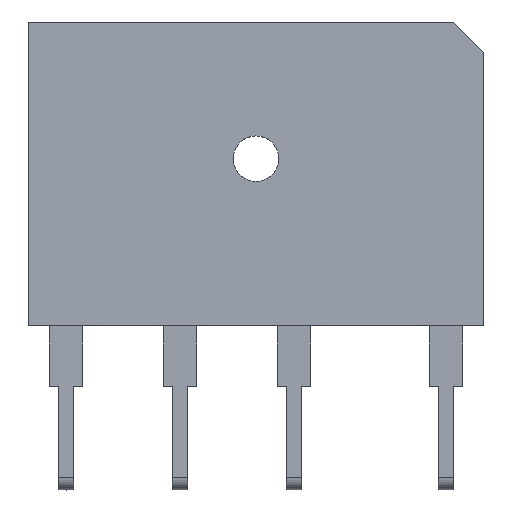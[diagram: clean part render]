
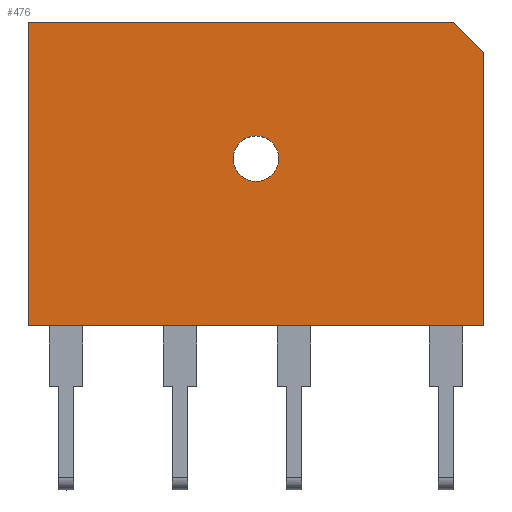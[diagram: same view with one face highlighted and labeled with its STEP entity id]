
A CAD part, top view. The second image highlights one B-rep face of the part: STEP entity #476.
In plain terms, the highlighted face is planar.
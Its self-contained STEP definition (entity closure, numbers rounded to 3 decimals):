
#40=FACE_BOUND('',#97,.T.);
#47=PLANE('',#569);
#70=FACE_OUTER_BOUND('',#96,.T.);
#96=EDGE_LOOP('',(#370,#371,#372,#373,#374));
#97=EDGE_LOOP('',(#375));
#118=LINE('',#747,#175);
#122=LINE('',#754,#179);
#127=LINE('',#766,#184);
#135=LINE('',#780,#192);
#136=LINE('',#781,#193);
#175=VECTOR('',#612,10.);
#179=VECTOR('',#618,10.);
#184=VECTOR('',#627,10.);
#192=VECTOR('',#641,10.);
#193=VECTOR('',#642,10.);
#230=CIRCLE('',#562,1.5);
#236=VERTEX_POINT('',#737);
#239=VERTEX_POINT('',#744);
#240=VERTEX_POINT('',#746);
#242=VERTEX_POINT('',#752);
#246=VERTEX_POINT('',#763);
#247=VERTEX_POINT('',#765);
#279=EDGE_CURVE('',#236,#236,#230,.T.);
#282=EDGE_CURVE('',#239,#240,#118,.T.);
#286=EDGE_CURVE('',#239,#242,#122,.T.);
#291=EDGE_CURVE('',#246,#247,#127,.T.);
#299=EDGE_CURVE('',#247,#242,#135,.T.);
#300=EDGE_CURVE('',#246,#240,#136,.T.);
#370=ORIENTED_EDGE('',*,*,#282,.F.);
#371=ORIENTED_EDGE('',*,*,#286,.T.);
#372=ORIENTED_EDGE('',*,*,#299,.F.);
#373=ORIENTED_EDGE('',*,*,#291,.F.);
#374=ORIENTED_EDGE('',*,*,#300,.T.);
#375=ORIENTED_EDGE('',*,*,#279,.T.);
#476=ADVANCED_FACE('',(#70,#40),#47,.T.);
#562=AXIS2_PLACEMENT_3D('',#739,#606,#607);
#569=AXIS2_PLACEMENT_3D('',#779,#639,#640);
#606=DIRECTION('center_axis',(0.,0.,1.));
#607=DIRECTION('ref_axis',(1.,0.,0.));
#612=DIRECTION('',(-0.707,-0.707,0.));
#618=DIRECTION('',(1.,0.,0.));
#627=DIRECTION('',(1.,0.,0.));
#639=DIRECTION('center_axis',(0.,0.,-1.));
#640=DIRECTION('ref_axis',(0.,1.,0.));
#641=DIRECTION('',(0.,1.,0.));
#642=DIRECTION('',(0.,1.,0.));
#737=CARTESIAN_POINT('',(13.5,11.,-4.6));
#739=CARTESIAN_POINT('Origin',(15.,11.,-4.6));
#744=CARTESIAN_POINT('',(2.,20.,-4.6));
#746=CARTESIAN_POINT('',(0.,18.,-4.6));
#747=CARTESIAN_POINT('',(-4.,14.,-4.6));
#752=CARTESIAN_POINT('',(30.,20.,-4.6));
#754=CARTESIAN_POINT('',(0.,20.,-4.6));
#763=CARTESIAN_POINT('',(0.,0.,-4.6));
#765=CARTESIAN_POINT('',(30.,0.,-4.6));
#766=CARTESIAN_POINT('',(0.,0.,-4.6));
#779=CARTESIAN_POINT('Origin',(0.,0.,-4.6));
#780=CARTESIAN_POINT('',(30.,0.,-4.6));
#781=CARTESIAN_POINT('',(0.,0.,-4.6));
